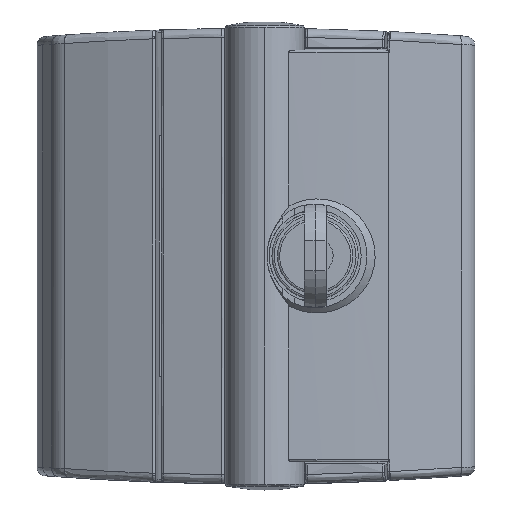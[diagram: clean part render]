
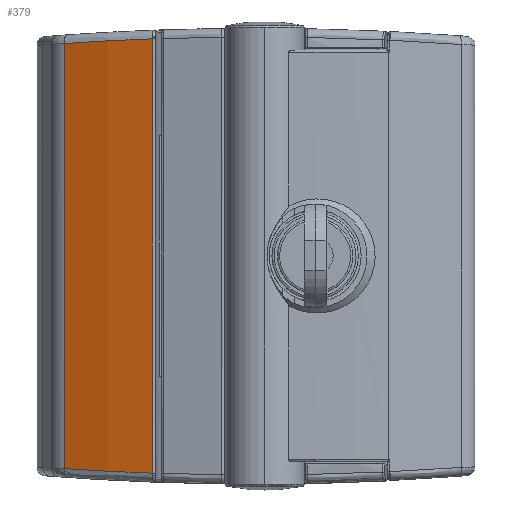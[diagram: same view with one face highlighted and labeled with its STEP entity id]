
A CAD part, top view. The second image highlights one B-rep face of the part: STEP entity #379.
In plain terms, the highlighted free-form (B-spline) face has degree [3, 1] with [4, 2] control points.
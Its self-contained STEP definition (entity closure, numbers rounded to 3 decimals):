
#59 = CARTESIAN_POINT ( 'NONE',  ( -32.548, 248.753, 28.917 ) ) ;
#173 = CARTESIAN_POINT ( 'NONE',  ( -32.549, 151.247, 28.916 ) ) ;
#379 = ADVANCED_FACE ( 'NONE', ( #12372 ), #7360, .T. ) ;
#1517 = CARTESIAN_POINT ( 'NONE',  ( -15.646, 149.82, 35.789 ) ) ;
#1783 = CARTESIAN_POINT ( 'NONE',  ( -22.534, 249.307, 33.354 ) ) ;
#2045 = CARTESIAN_POINT ( 'NONE',  ( -29.25, 151.046, 30.491 ) ) ;
#2296 = ORIENTED_EDGE ( 'NONE', *, *, #19647, .T. ) ;
#2450 = CARTESIAN_POINT ( 'NONE',  ( -35.771, 250.18, 27.209 ) ) ;
#2995 = ORIENTED_EDGE ( 'NONE', *, *, #11445, .T. ) ;
#3498 = CARTESIAN_POINT ( 'NONE',  ( -19.113, 249.459, 34.645 ) ) ;
#3554 = ORIENTED_EDGE ( 'NONE', *, *, #11300, .F. ) ;
#5037 = LINE ( 'NONE', #16344, #6889 ) ;
#5133 = VERTEX_POINT ( 'NONE', #6054 ) ;
#5307 = CARTESIAN_POINT ( 'NONE',  ( -15.646, 250.18, 35.789 ) ) ;
#6054 = CARTESIAN_POINT ( 'NONE',  ( -35.771, 151.467, 27.209 ) ) ;
#6336 = VERTEX_POINT ( 'NONE', #15768 ) ;
#6778 = CARTESIAN_POINT ( 'NONE',  ( -15.646, 150.415, 35.789 ) ) ;
#6808 = VERTEX_POINT ( 'NONE', #6778 ) ;
#6885 = CARTESIAN_POINT ( 'NONE',  ( -29.249, 248.954, 30.492 ) ) ;
#6889 = VECTOR ( 'NONE', #11324, 1000. ) ;
#7244 = VECTOR ( 'NONE', #21061, 1000. ) ;
#7360 = B_SPLINE_SURFACE_WITH_KNOTS ( 'NONE', 3, 1, ( 
 ( #20797, #2450 ),
 ( #15987, #16422 ),
 ( #21507, #18633 ),
 ( #1517, #5307 ) ),
 .UNSPECIFIED., .F., .F., .F.,
 ( 4, 4 ),
 ( 2, 2 ),
 ( 0., 0.022 ),
 ( 0., 1. ),
 .UNSPECIFIED. ) ;
#8831 = CARTESIAN_POINT ( 'NONE',  ( -15.646, 249.585, 35.789 ) ) ;
#8834 = EDGE_CURVE ( 'NONE', #6336, #18996, #11412, .T. ) ;
#10507 = CARTESIAN_POINT ( 'NONE',  ( -19.113, 150.541, 34.645 ) ) ;
#11300 = EDGE_CURVE ( 'NONE', #6808, #5133, #15102, .T. ) ;
#11324 = DIRECTION ( 'NONE',  ( 0., -1., 0. ) ) ;
#11412 = B_SPLINE_CURVE_WITH_KNOTS ( 'NONE', 3,
 ( #16970, #59, #6885, #1783, #3498, #8831 ),
 .UNSPECIFIED., .F., .F.,
 ( 4, 2, 4 ),
 ( 0., 0.5, 1. ),
 .UNSPECIFIED. ) ;
#11445 = EDGE_CURVE ( 'NONE', #6336, #5133, #5037, .T. ) ;
#11669 = EDGE_LOOP ( 'NONE', ( #12386, #2995, #3554, #2296 ) ) ;
#12111 = CARTESIAN_POINT ( 'NONE',  ( -15.646, 249.585, 35.789 ) ) ;
#12372 = FACE_OUTER_BOUND ( 'NONE', #11669, .T. ) ;
#12386 = ORIENTED_EDGE ( 'NONE', *, *, #8834, .F. ) ;
#15102 = B_SPLINE_CURVE_WITH_KNOTS ( 'NONE', 3,
 ( #20620, #10507, #17006, #2045, #173, #15369 ),
 .UNSPECIFIED., .F., .F.,
 ( 4, 2, 4 ),
 ( 0., 0.5, 1. ),
 .UNSPECIFIED. ) ;
#15369 = CARTESIAN_POINT ( 'NONE',  ( -35.771, 151.467, 27.209 ) ) ;
#15768 = CARTESIAN_POINT ( 'NONE',  ( -35.771, 248.533, 27.209 ) ) ;
#15987 = CARTESIAN_POINT ( 'NONE',  ( -29.306, 149.82, 30.634 ) ) ;
#16344 = CARTESIAN_POINT ( 'NONE',  ( -35.771, 200., 27.209 ) ) ;
#16422 = CARTESIAN_POINT ( 'NONE',  ( -29.306, 250.18, 30.634 ) ) ;
#16970 = CARTESIAN_POINT ( 'NONE',  ( -35.771, 248.533, 27.209 ) ) ;
#17006 = CARTESIAN_POINT ( 'NONE',  ( -22.536, 150.693, 33.354 ) ) ;
#18633 = CARTESIAN_POINT ( 'NONE',  ( -22.599, 250.18, 33.494 ) ) ;
#18920 = LINE ( 'NONE', #19372, #7244 ) ;
#18996 = VERTEX_POINT ( 'NONE', #12111 ) ;
#19372 = CARTESIAN_POINT ( 'NONE',  ( -15.646, 200., 35.789 ) ) ;
#19647 = EDGE_CURVE ( 'NONE', #6808, #18996, #18920, .T. ) ;
#20620 = CARTESIAN_POINT ( 'NONE',  ( -15.646, 150.415, 35.789 ) ) ;
#20797 = CARTESIAN_POINT ( 'NONE',  ( -35.771, 149.82, 27.209 ) ) ;
#21061 = DIRECTION ( 'NONE',  ( 0., 1., 0. ) ) ;
#21507 = CARTESIAN_POINT ( 'NONE',  ( -22.599, 149.82, 33.494 ) ) ;
